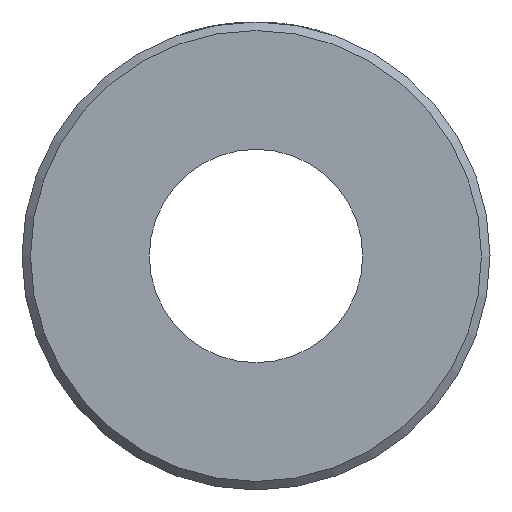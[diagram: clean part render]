
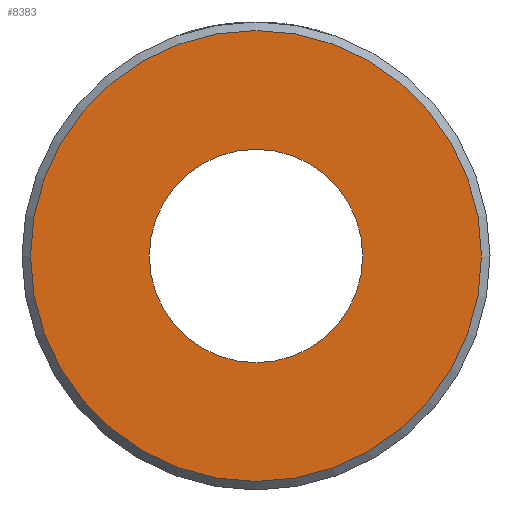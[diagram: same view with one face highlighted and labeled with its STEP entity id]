
A CAD part, left-side view. The second image highlights one B-rep face of the part: STEP entity #8383.
In plain terms, the highlighted planar face has unit normal (-1, 0, 0).
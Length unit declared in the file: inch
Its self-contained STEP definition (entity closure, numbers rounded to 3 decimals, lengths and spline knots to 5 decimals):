
#8299=CARTESIAN_POINT('',(0.0,-0.25,0.0));
#8300=VERTEX_POINT('',#8299);
#8301=CARTESIAN_POINT('',(0.0,0.0,0.0));
#8302=DIRECTION('',(1.0,0.0,0.0));
#8303=DIRECTION('',(0.0,-1.0,0.0));
#8304=AXIS2_PLACEMENT_3D('',#8301,#8302,#8303);
#8305=CIRCLE('',#8304,0.25);
#8306=EDGE_CURVE('',#8300,#8300,#8305,.T.);
#8360=CARTESIAN_POINT('',(0.0,0.5285,0.));
#8361=VERTEX_POINT('',#8360);
#8362=CARTESIAN_POINT('',(0.0,0.0,0.0));
#8363=DIRECTION('',(1.0,0.0,0.0));
#8364=DIRECTION('',(0.0,-1.0,0.0));
#8365=AXIS2_PLACEMENT_3D('',#8362,#8363,#8364);
#8366=CIRCLE('',#8365,0.5285);
#8367=EDGE_CURVE('',#8361,#8361,#8366,.T.);
#8372=CARTESIAN_POINT('',(0.0,0.0,0.0));
#8373=DIRECTION('',(-1.0,0.0,0.0));
#8374=DIRECTION('',(0.0,0.0,1.0));
#8375=AXIS2_PLACEMENT_3D('',#8372,#8373,#8374);
#8376=PLANE('',#8375);
#8377=ORIENTED_EDGE('',*,*,#8367,.F.);
#8378=EDGE_LOOP('',(#8377));
#8379=FACE_OUTER_BOUND('',#8378,.T.);
#8380=ORIENTED_EDGE('',*,*,#8306,.T.);
#8381=EDGE_LOOP('',(#8380));
#8382=FACE_BOUND('',#8381,.T.);
#8383=ADVANCED_FACE('',(#8379,#8382),#8376,.T.);
